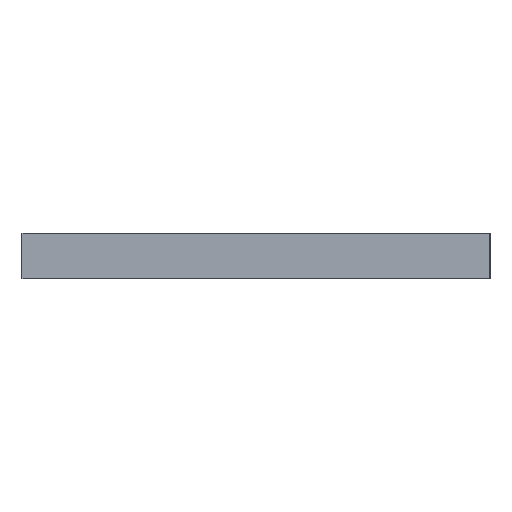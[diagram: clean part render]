
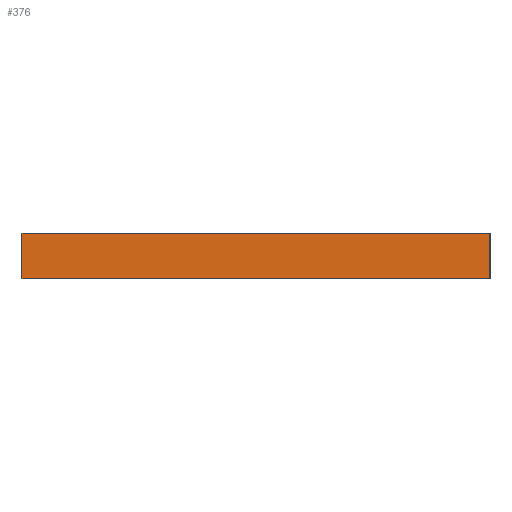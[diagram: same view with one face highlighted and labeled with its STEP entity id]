
A CAD part, left-side view. The second image highlights one B-rep face of the part: STEP entity #376.
In plain terms, the highlighted planar face has unit normal (-1, 0, 0).
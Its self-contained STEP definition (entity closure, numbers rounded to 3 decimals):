
#25 = CARTESIAN_POINT ( 'NONE',  ( -140., 13., 0. ) ) ;
#37 = ORIENTED_EDGE ( 'NONE', *, *, #210, .T. ) ;
#39 = CARTESIAN_POINT ( 'NONE',  ( -140., 13., 2.5 ) ) ;
#46 = EDGE_CURVE ( 'NONE', #313, #335, #219, .T. ) ;
#49 = VECTOR ( 'NONE', #368, 1000. ) ;
#58 = DIRECTION ( 'NONE',  ( 0., -1., 0. ) ) ;
#60 = EDGE_CURVE ( 'NONE', #335, #188, #281, .T. ) ;
#61 = LINE ( 'NONE', #369, #49 ) ;
#116 = FACE_OUTER_BOUND ( 'NONE', #123, .T. ) ;
#123 = EDGE_LOOP ( 'NONE', ( #428, #191, #350, #37 ) ) ;
#162 = CARTESIAN_POINT ( 'NONE',  ( -140., -12.5, 2.5 ) ) ;
#164 = EDGE_CURVE ( 'NONE', #241, #188, #226, .T. ) ;
#165 = VECTOR ( 'NONE', #216, 1000. ) ;
#171 = DIRECTION ( 'NONE',  ( 1., 0., 0. ) ) ;
#184 = VECTOR ( 'NONE', #58, 1000. ) ;
#188 = VERTEX_POINT ( 'NONE', #342 ) ;
#191 = ORIENTED_EDGE ( 'NONE', *, *, #60, .F. ) ;
#210 = EDGE_CURVE ( 'NONE', #313, #241, #61, .T. ) ;
#216 = DIRECTION ( 'NONE',  ( 0., 0., -1. ) ) ;
#219 = LINE ( 'NONE', #331, #184 ) ;
#226 = LINE ( 'NONE', #25, #456 ) ;
#241 = VERTEX_POINT ( 'NONE', #450 ) ;
#275 = AXIS2_PLACEMENT_3D ( 'NONE', #39, #171, #433 ) ;
#281 = LINE ( 'NONE', #475, #165 ) ;
#313 = VERTEX_POINT ( 'NONE', #424 ) ;
#331 = CARTESIAN_POINT ( 'NONE',  ( -140., 13., 2.5 ) ) ;
#335 = VERTEX_POINT ( 'NONE', #162 ) ;
#342 = CARTESIAN_POINT ( 'NONE',  ( -140., -12.5, 0. ) ) ;
#350 = ORIENTED_EDGE ( 'NONE', *, *, #46, .F. ) ;
#368 = DIRECTION ( 'NONE',  ( 0., 0., -1. ) ) ;
#369 = CARTESIAN_POINT ( 'NONE',  ( -140., 13., 2.5 ) ) ;
#376 = ADVANCED_FACE ( 'NONE', ( #116 ), #380, .F. ) ;
#380 = PLANE ( 'NONE',  #275 ) ;
#408 = DIRECTION ( 'NONE',  ( 0., -1., 0. ) ) ;
#424 = CARTESIAN_POINT ( 'NONE',  ( -140., 13., 2.5 ) ) ;
#428 = ORIENTED_EDGE ( 'NONE', *, *, #164, .T. ) ;
#433 = DIRECTION ( 'NONE',  ( 0., 0., -1. ) ) ;
#450 = CARTESIAN_POINT ( 'NONE',  ( -140., 13., 0. ) ) ;
#456 = VECTOR ( 'NONE', #408, 1000. ) ;
#475 = CARTESIAN_POINT ( 'NONE',  ( -140., -12.5, 2.5 ) ) ;
